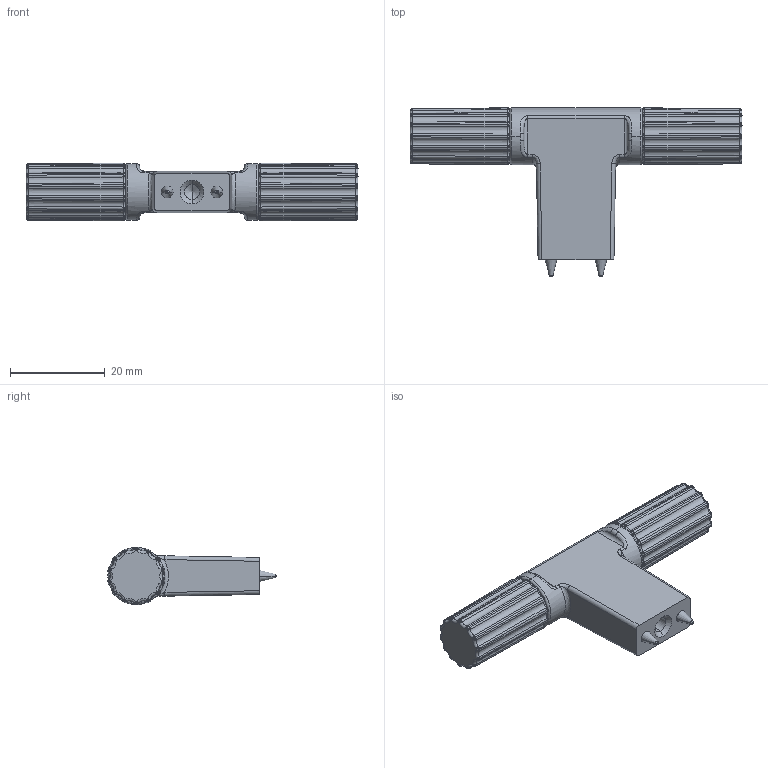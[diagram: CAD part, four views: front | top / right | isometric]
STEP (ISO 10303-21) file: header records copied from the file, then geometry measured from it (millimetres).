
FILE_DESCRIPTION(('Creo Elements/Direct Modeling STEP Export'),'2;1');
FILE_NAME('2592-70.stp','2022-08-18T 8:18:52',(''),(''),'Creo Elements/Direct Modeling STEP processor for AP214 (Solid Model)','Creo Elements/Direct Modeling 20.0 12-Nov-2016 (C) Parametric Technology GmbH','');
FILE_SCHEMA(('AUTOMOTIVE_DESIGN { 1 0 10303 214 1 1 1 1 }'));
Length unit declared in the file: millimetre
Products named in the file (3): Sockel; Reling; ZN-11751
Assembly tree (3 placements, depth 2):
  ZN-11751
    Reling  x2
    Sockel
Bounding box: 70 x 35.5 x 12.19 mm (x, y, z)
Volume: 9421.9 mm3; surface area: 5716.3 mm2
Topology: 3 solids, 3 shells, 661 faces, 1578 edges, 929 vertices
Faces by surface type: bspline 406, torus 124, cone 84, cylinder 25, plane 22
Entity records: 35746 total; most frequent: CARTESIAN_POINT 29242, ORIENTED_EDGE 1796, EDGE_CURVE 898, DIRECTION 702, VERTEX_POINT 533, B_SPLINE_CURVE_WITH_KNOTS 392, EDGE_LOOP 383, FACE_OUTER_BOUND 376
